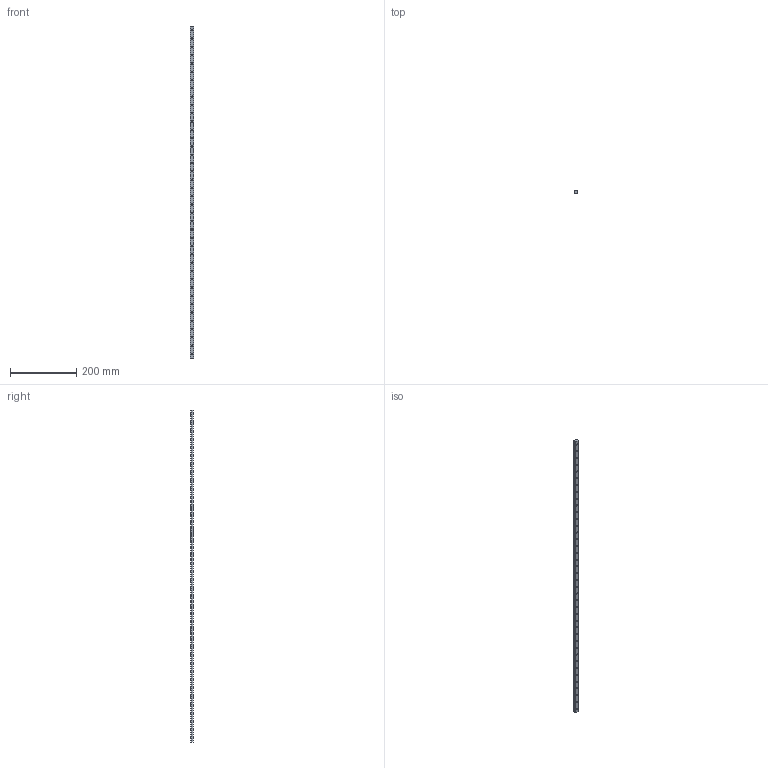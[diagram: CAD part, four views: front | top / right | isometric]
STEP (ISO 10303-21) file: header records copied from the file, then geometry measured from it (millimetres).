
FILE_DESCRIPTION (( 'STEP AP214' ), '1' );
FILE_NAME ('Z39 Ïðîôèëüíûå ðåëüñîâûå íàïðàâëÿþùèå MGR12.STEP', '2024-04-03T14:54:09', ( '' ), ( '' ), 'SwSTEP 2.0', 'SolidWorks 2022', '' );
FILE_SCHEMA (( 'AUTOMOTIVE_DESIGN' ));
Length unit declared in the file: millimetre
Products named in the file (1): Z39 Профильные рельсовые направляющие MGR12
Bounding box: 12 x 8 x 1000 mm (x, y, z)
Volume: 85519.8 mm3; surface area: 47141.9 mm2
Topology: 1 solids, 1 shells, 222 faces, 540 edges, 360 vertices
Faces by surface type: cylinder 160, plane 62
Entity records: 6878 total; most frequent: DIRECTION 1306, CARTESIAN_POINT 1123, ORIENTED_EDGE 1080, AXIS2_PLACEMENT_3D 543, EDGE_CURVE 540, VERTEX_POINT 360, EDGE_LOOP 342, CIRCLE 320
